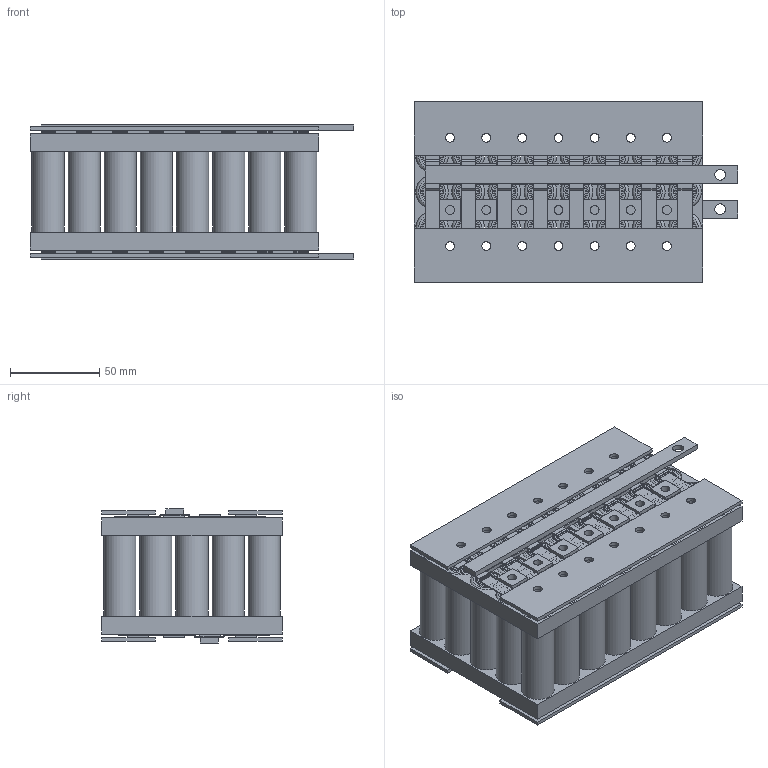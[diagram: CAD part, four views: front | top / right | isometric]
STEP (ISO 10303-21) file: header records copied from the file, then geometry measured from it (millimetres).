
FILE_DESCRIPTION(/* description */ ('STEP AP242','CAx-IF Rec.Pracs.---Representation and Presentation of Product Manufacturing Information (PMI)---4.0---2014-10-13','CAx-IF Rec.Pracs.---3D Tessellated Geometry---0.4---2014-09-14','2;1'),/* implementation_level */ '2;1');
FILE_NAME(/* name */ '638ce7ee43036c666e95ac49',/* time_stamp */ '2022-12-04T18:33:19+00:00',/* author */ (''),/* organization */ (''),/* preprocessor_version */ 'ST-DEVELOPER v18.102',/* originating_system */ ' ',/* authorisation */ ' ');
FILE_SCHEMA (('AP242_MANAGED_MODEL_BASED_3D_ENGINEERING_MIM_LF { 1 0 10303 442 1 1 4 }'));
Length unit declared in the file: metre
Products named in the file (7): Module (8x5); 18650 Cell; Spacer; Bus Bar+; Nickel Strip; PC Sheet; Bus Bar-
Assembly tree (64 placements, depth 2):
  Module (8x5)
    18650 Cell  x40
    Spacer  x2
    Bus Bar+
    Nickel Strip  x16
    PC Sheet  x4
    Bus Bar-
Bounding box: 181.2 x 101 x 75 mm (x, y, z)
Volume: 831502 mm3; surface area: 339168.4 mm2
Topology: 64 solids, 64 shells, 1560 faces, 3882 edges, 2412 vertices
Faces by surface type: plane 986, cylinder 374, torus 200
Full cylindrical faces by diameter (mm): 5 x84, 6 x2, 18 x80, 18.35 x80
Entity records: 13303 total; most frequent: DIRECTION 2368, CARTESIAN_POINT 2153, ORIENTED_EDGE 2030, EDGE_CURVE 1015, AXIS2_PLACEMENT_3D 858, LINE 652, VECTOR 652, VERTEX_POINT 643
